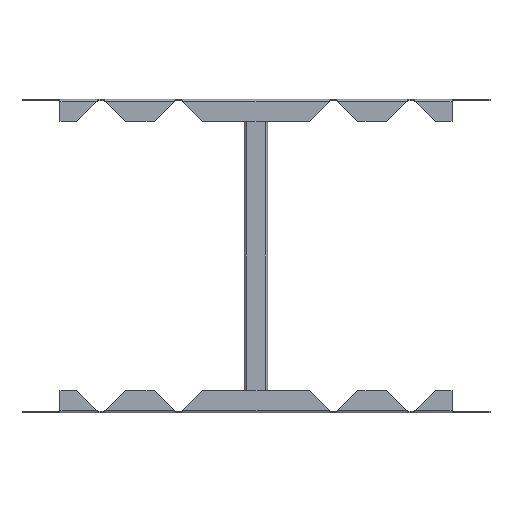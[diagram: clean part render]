
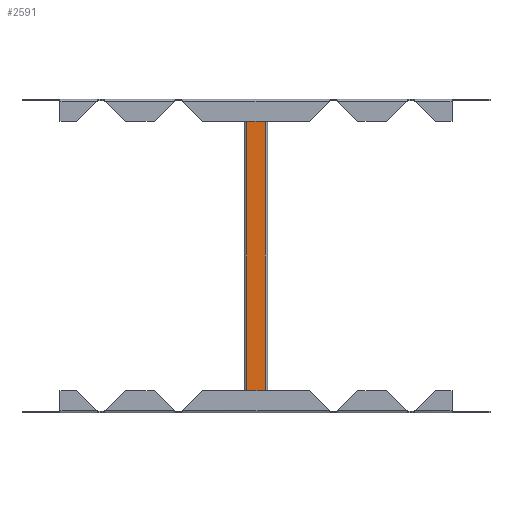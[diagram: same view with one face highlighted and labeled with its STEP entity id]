
A CAD part, front view. The second image highlights one B-rep face of the part: STEP entity #2591.
In plain terms, the highlighted planar face has unit normal (0, -1, 0).
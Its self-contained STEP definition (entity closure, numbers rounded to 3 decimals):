
#178 = VECTOR ( 'NONE', #3364, 1000. ) ;
#189 = LINE ( 'NONE', #2925, #178 ) ;
#210 = DIRECTION ( 'NONE',  ( -1., 0., 0. ) ) ;
#676 = DIRECTION ( 'NONE',  ( -1., 0., 0. ) ) ;
#839 = EDGE_CURVE ( 'NONE', #5291, #1487, #3827, .T. ) ;
#873 = CARTESIAN_POINT ( 'NONE',  ( -12., 0., -196.5 ) ) ;
#1438 = ORIENTED_EDGE ( 'NONE', *, *, #5225, .T. ) ;
#1487 = VERTEX_POINT ( 'NONE', #2713 ) ;
#1553 = FACE_OUTER_BOUND ( 'NONE', #3034, .T. ) ;
#1606 = DIRECTION ( 'NONE',  ( -1., 0., 0. ) ) ;
#1977 = PLANE ( 'NONE',  #3870 ) ;
#2065 = EDGE_CURVE ( 'NONE', #5546, #1487, #4946, .T. ) ;
#2214 = VECTOR ( 'NONE', #210, 1000. ) ;
#2427 = ORIENTED_EDGE ( 'NONE', *, *, #4492, .F. ) ;
#2480 = ORIENTED_EDGE ( 'NONE', *, *, #2065, .T. ) ;
#2591 = ADVANCED_FACE ( 'NONE', ( #1553 ), #1977, .F. ) ;
#2712 = LINE ( 'NONE', #5438, #2214 ) ;
#2713 = CARTESIAN_POINT ( 'NONE',  ( -12., 0., 196.5 ) ) ;
#2925 = CARTESIAN_POINT ( 'NONE',  ( 12., 0., -196.5 ) ) ;
#2943 = CARTESIAN_POINT ( 'NONE',  ( 12., 0., 196.5 ) ) ;
#3034 = EDGE_LOOP ( 'NONE', ( #2480, #4161, #2427, #1438 ) ) ;
#3263 = DIRECTION ( 'NONE',  ( 0., 1., 0. ) ) ;
#3311 = CARTESIAN_POINT ( 'NONE',  ( -12., 0., 196.5 ) ) ;
#3364 = DIRECTION ( 'NONE',  ( 0., 0., 1. ) ) ;
#3726 = VECTOR ( 'NONE', #3902, 1000. ) ;
#3827 = LINE ( 'NONE', #873, #3726 ) ;
#3870 = AXIS2_PLACEMENT_3D ( 'NONE', #5515, #3263, #676 ) ;
#3902 = DIRECTION ( 'NONE',  ( 0., 0., 1. ) ) ;
#4060 = VERTEX_POINT ( 'NONE', #4854 ) ;
#4161 = ORIENTED_EDGE ( 'NONE', *, *, #839, .F. ) ;
#4492 = EDGE_CURVE ( 'NONE', #4060, #5291, #2712, .T. ) ;
#4854 = CARTESIAN_POINT ( 'NONE',  ( 12., 0., -196.5 ) ) ;
#4946 = LINE ( 'NONE', #3311, #5534 ) ;
#5225 = EDGE_CURVE ( 'NONE', #4060, #5546, #189, .T. ) ;
#5291 = VERTEX_POINT ( 'NONE', #5412 ) ;
#5412 = CARTESIAN_POINT ( 'NONE',  ( -12., 0., -196.5 ) ) ;
#5438 = CARTESIAN_POINT ( 'NONE',  ( -12., 0., -196.5 ) ) ;
#5515 = CARTESIAN_POINT ( 'NONE',  ( -12., 0., -196.5 ) ) ;
#5534 = VECTOR ( 'NONE', #1606, 1000. ) ;
#5546 = VERTEX_POINT ( 'NONE', #2943 ) ;
